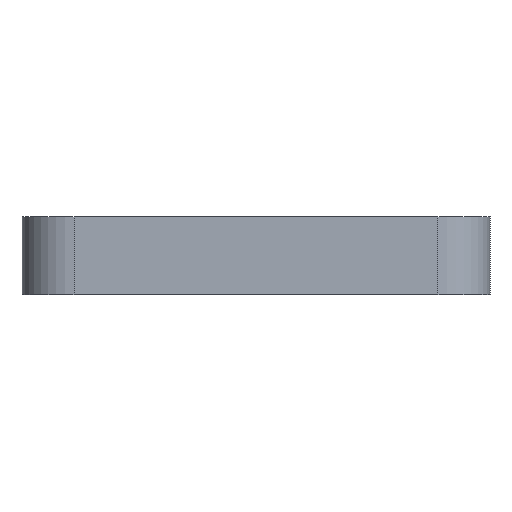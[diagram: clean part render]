
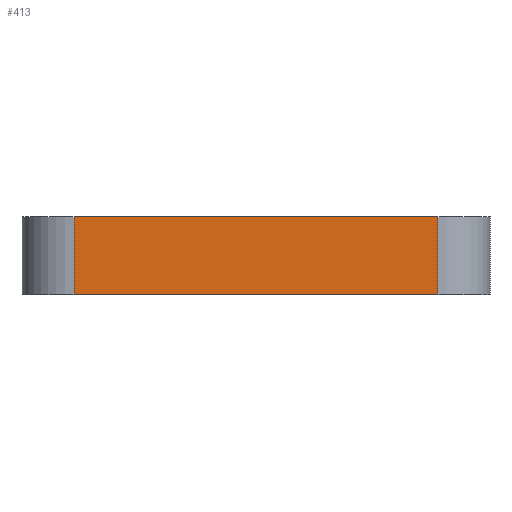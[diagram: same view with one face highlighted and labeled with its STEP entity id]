
A CAD part, left-side view. The second image highlights one B-rep face of the part: STEP entity #413.
In plain terms, the highlighted planar face has unit normal (-1, 0, 0).
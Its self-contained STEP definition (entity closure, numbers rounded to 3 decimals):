
#2 = CARTESIAN_POINT ( 'NONE',  ( -60., -35., 0. ) ) ;
#8 = LINE ( 'NONE', #68, #485 ) ;
#32 = VECTOR ( 'NONE', #69, 1000. ) ;
#46 = ORIENTED_EDGE ( 'NONE', *, *, #113, .T. ) ;
#50 = VERTEX_POINT ( 'NONE', #481 ) ;
#62 = CARTESIAN_POINT ( 'NONE',  ( -60., 35., 0. ) ) ;
#68 = CARTESIAN_POINT ( 'NONE',  ( -60., 35., 0. ) ) ;
#69 = DIRECTION ( 'NONE',  ( 0., -1., 0. ) ) ;
#79 = VERTEX_POINT ( 'NONE', #2 ) ;
#81 = VERTEX_POINT ( 'NONE', #276 ) ;
#99 = DIRECTION ( 'NONE',  ( 0., 1., 0. ) ) ;
#113 = EDGE_CURVE ( 'NONE', #50, #504, #370, .T. ) ;
#138 = ORIENTED_EDGE ( 'NONE', *, *, #632, .T. ) ;
#220 = EDGE_CURVE ( 'NONE', #50, #81, #341, .T. ) ;
#276 = CARTESIAN_POINT ( 'NONE',  ( -60., -35., 15. ) ) ;
#283 = DIRECTION ( 'NONE',  ( 0., -1., 0. ) ) ;
#320 = VECTOR ( 'NONE', #373, 1000. ) ;
#327 = CARTESIAN_POINT ( 'NONE',  ( -60., -35., 15. ) ) ;
#329 = CARTESIAN_POINT ( 'NONE',  ( -60., 35., 15. ) ) ;
#341 = LINE ( 'NONE', #397, #32 ) ;
#365 = PLANE ( 'NONE',  #393 ) ;
#370 = LINE ( 'NONE', #329, #320 ) ;
#373 = DIRECTION ( 'NONE',  ( 0., 0., -1. ) ) ;
#393 = AXIS2_PLACEMENT_3D ( 'NONE', #468, #586, #99 ) ;
#396 = DIRECTION ( 'NONE',  ( 0., 0., -1. ) ) ;
#397 = CARTESIAN_POINT ( 'NONE',  ( -60., 35., 15. ) ) ;
#413 = ADVANCED_FACE ( 'NONE', ( #528 ), #365, .F. ) ;
#468 = CARTESIAN_POINT ( 'NONE',  ( -60., 35., 15. ) ) ;
#481 = CARTESIAN_POINT ( 'NONE',  ( -60., 35., 15. ) ) ;
#482 = ORIENTED_EDGE ( 'NONE', *, *, #531, .F. ) ;
#485 = VECTOR ( 'NONE', #283, 1000. ) ;
#504 = VERTEX_POINT ( 'NONE', #62 ) ;
#528 = FACE_OUTER_BOUND ( 'NONE', #687, .T. ) ;
#531 = EDGE_CURVE ( 'NONE', #81, #79, #593, .T. ) ;
#558 = VECTOR ( 'NONE', #396, 1000. ) ;
#586 = DIRECTION ( 'NONE',  ( 1., 0., 0. ) ) ;
#593 = LINE ( 'NONE', #327, #558 ) ;
#632 = EDGE_CURVE ( 'NONE', #504, #79, #8, .T. ) ;
#637 = ORIENTED_EDGE ( 'NONE', *, *, #220, .F. ) ;
#687 = EDGE_LOOP ( 'NONE', ( #138, #482, #637, #46 ) ) ;
